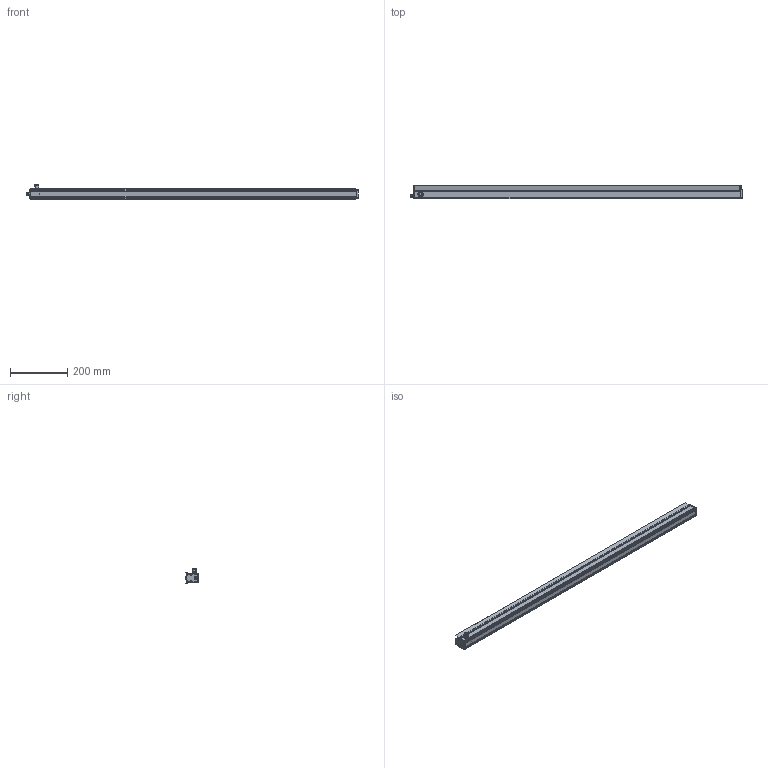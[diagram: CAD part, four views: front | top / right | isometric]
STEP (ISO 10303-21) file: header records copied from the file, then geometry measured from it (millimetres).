
FILE_DESCRIPTION((''),'2;1');
FILE_NAME('224084_ASM','2021-06-21T14:12:24',('PDMAdmin'),('BANNER ENGINEERING'),'CREO PARAMETRIC BY PTC INC, 2019292','CREO PARAMETRIC BY PTC INC, 2019292','');
FILE_SCHEMA(('CONFIG_CONTROL_DESIGN'));
Length unit declared in the file: inch
Products named in the file (19): 169942_POE; 217333; 192493; 188831_1_AF0; 192493_ASM; 169956; 224016; 170221_ASM; 175203; 217546A; 214845; WP_22_C240_H115; 217546A_ASM; WASHER_VIMEX; ALPHA_POT_1_NUT; 217331_ARTWORK; C-6-1437624-0-A-3D; 170223; 224084_ASM
Assembly tree (32 placements, depth 3):
  224084_ASM
    169942_POE
    217333
    192493_ASM
      192493
      188831_1_AF0
    170221_ASM
      169956
      224016  x4
    175203  x8
    217546A_ASM
      217546A
      214845  x3
      WP_22_C240_H115  x3
    WASHER_VIMEX
    ALPHA_POT_1_NUT
    217331_ARTWORK
    C-6-1437624-0-A-3D
    170223
Bounding box: 1155 x 48 x 52.25 mm (x, y, z)
Volume: 349381.1 mm3; surface area: 542287.4 mm2
Topology: 30 solids, 30 shells, 2034 faces, 5045 edges, 3256 vertices
Faces by surface type: cylinder 768, plane 756, bspline 275, cone 111, torus 84, sphere 36, extrusion 4
Entity records: 39158 total; most frequent: CARTESIAN_POINT 14629, ORIENTED_EDGE 5066, DIRECTION 5011, EDGE_CURVE 2533, AXIS2_PLACEMENT_3D 1766, VERTEX_POINT 1644, VECTOR 1479, LINE 1478
